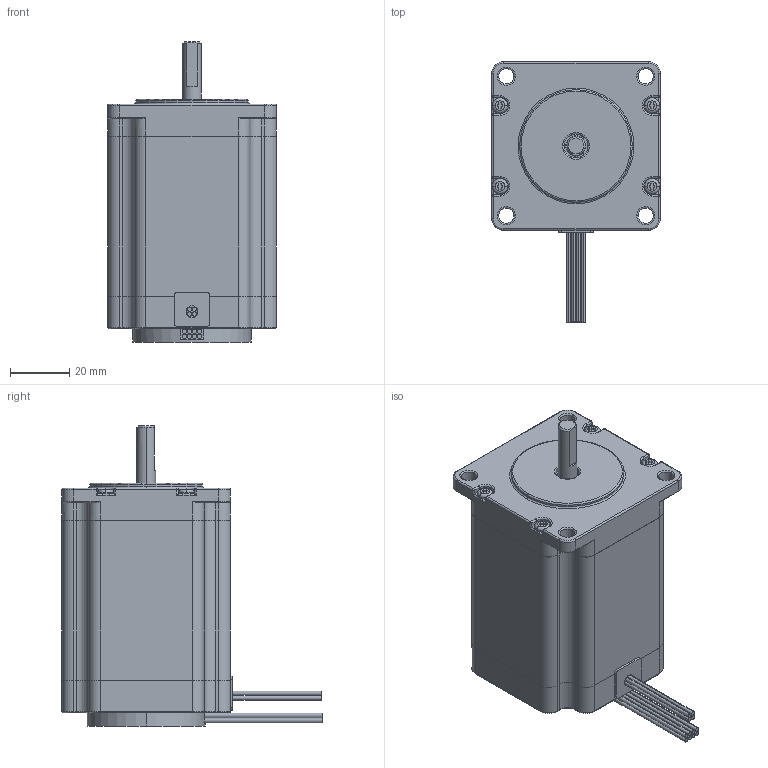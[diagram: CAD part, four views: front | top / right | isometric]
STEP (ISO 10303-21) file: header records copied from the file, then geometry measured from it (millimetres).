
FILE_DESCRIPTION (( 'STEP AP203' ), '1' );
FILE_NAME ('23HS30-5004-ME1K.STEP', '2025-09-04T01:38:05', ( '' ), ( '' ), 'SwSTEP 2.0', 'SolidWorks 2023', '' );
FILE_SCHEMA (( 'CONFIG_CONTROL_DESIGN' ));
Length unit declared in the file: millimetre
Products named in the file (1): 23HS30-5004-ME1K
Bounding box: 57 x 88 x 101.5 mm (x, y, z)
Volume: 230699 mm3; surface area: 26799.4 mm2
Topology: 1 solids, 2 shells, 472 faces, 1172 edges, 719 vertices
Faces by surface type: cylinder 195, plane 178, torus 54, bspline 32, sphere 8, cone 5
Entity records: 14842 total; most frequent: CARTESIAN_POINT 3436, DIRECTION 2483, ORIENTED_EDGE 2328, EDGE_CURVE 1164, AXIS2_PLACEMENT_3D 932, VERTEX_POINT 719, VECTOR 619, LINE 619
